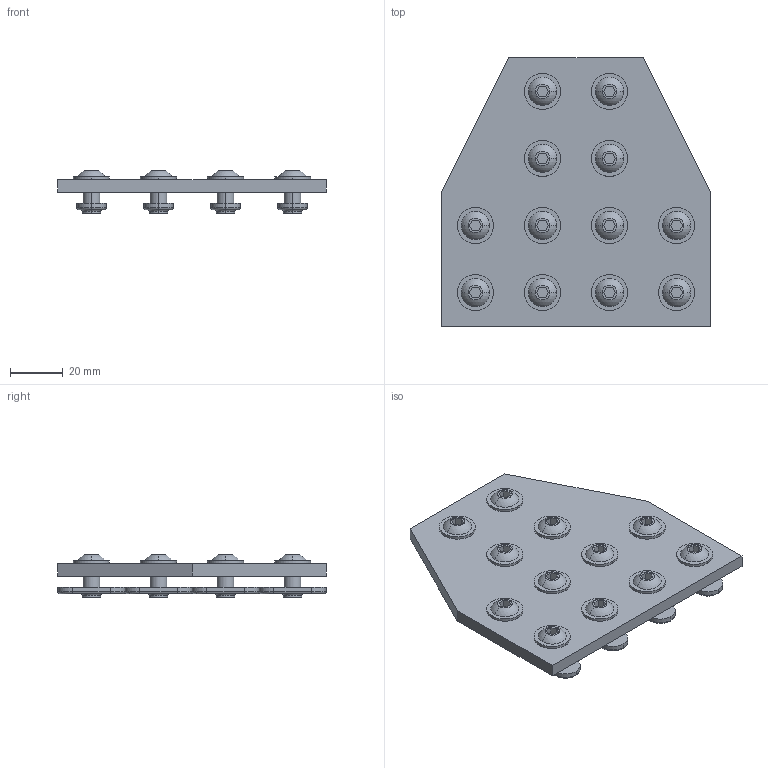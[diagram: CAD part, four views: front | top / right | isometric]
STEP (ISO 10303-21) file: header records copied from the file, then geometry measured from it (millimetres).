
FILE_DESCRIPTION (( 'STEP AP203' ), '1' );
FILE_NAME ('653062.SLDASM.step', '2003-10-13T11:21:49', ( 'Jerry Winters' ), ( 'GoEngineer' ), 'SwSTEP 2.0', 'SolidWorks 2003174', '' );
FILE_SCHEMA (( 'CONFIG_CONTROL_DESIGN' ));
Length unit declared in the file: inch
Products named in the file (5): 653062.SLDASM; Joining Plate (Tee)_653062; 651130; FBHSCS_651136; 651163
Assembly tree (15 placements, depth 3):
  653062.SLDASM
    651130  x12
      FBHSCS_651136
      651163
    Joining Plate (Tee)_653062
Bounding box: 101.6 x 101.6 x 16 mm (x, y, z)
Volume: 55441.2 mm3; surface area: 36236.3 mm2
Topology: 25 solids, 25 shells, 464 faces, 1014 edges, 648 vertices
Faces by surface type: plane 200, cylinder 180, torus 60, sphere 24
Entity records: 2984 total; most frequent: DIRECTION 429, CARTESIAN_POINT 363, ORIENTED_EDGE 334, AXIS2_PLACEMENT_3D 175, EDGE_CURVE 167, VERTEX_POINT 109, EDGE_LOOP 98, CIRCLE 88
